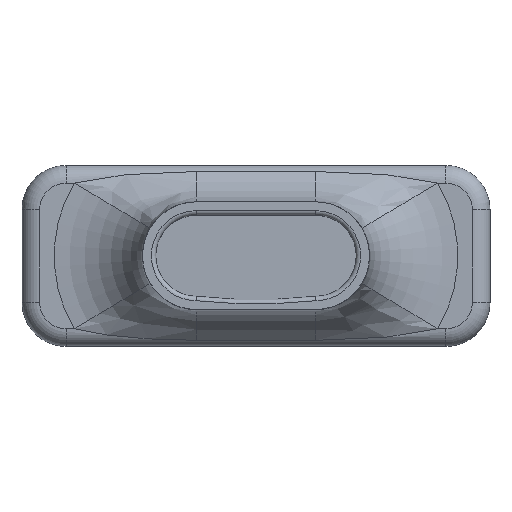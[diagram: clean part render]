
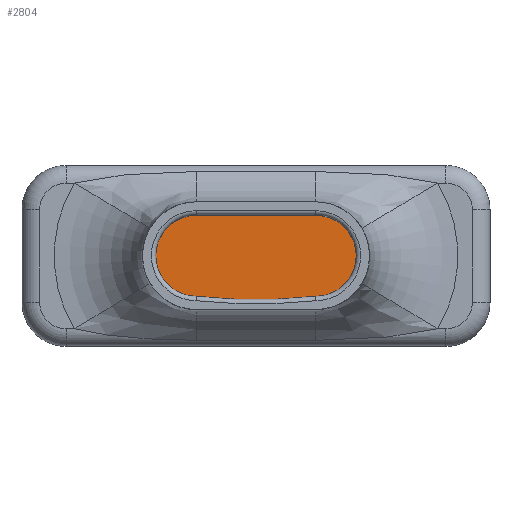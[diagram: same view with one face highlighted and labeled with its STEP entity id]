
A CAD part, top view. The second image highlights one B-rep face of the part: STEP entity #2804.
In plain terms, the highlighted planar face has unit normal (0, 0, 1).
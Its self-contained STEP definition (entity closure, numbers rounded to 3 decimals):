
#142=FACE_BOUND('',#608,.T.);
#143=FACE_BOUND('',#609,.T.);
#163=CIRCLE('',#2912,10.);
#173=CIRCLE('',#2925,10.);
#189=CIRCLE('',#2977,11.);
#191=CIRCLE('',#2981,11.);
#193=CIRCLE('',#2985,11.);
#195=CIRCLE('',#2989,11.);
#435=FACE_OUTER_BOUND('',#607,.T.);
#607=EDGE_LOOP('',(#2239,#2240,#2241,#2242,#2243,#2244,#2245,#2246));
#608=EDGE_LOOP('',(#2247));
#609=EDGE_LOOP('',(#2248));
#825=LINE('',#4754,#1037);
#830=LINE('',#4768,#1042);
#834=LINE('',#4780,#1046);
#838=LINE('',#4792,#1050);
#1037=VECTOR('',#3424,10.);
#1042=VECTOR('',#3437,10.);
#1046=VECTOR('',#3449,10.);
#1050=VECTOR('',#3461,10.);
#1144=VERTEX_POINT('',#3933);
#1153=VERTEX_POINT('',#3956);
#1278=VERTEX_POINT('',#4751);
#1279=VERTEX_POINT('',#4753);
#1282=VERTEX_POINT('',#4760);
#1284=VERTEX_POINT('',#4766);
#1286=VERTEX_POINT('',#4772);
#1288=VERTEX_POINT('',#4778);
#1290=VERTEX_POINT('',#4784);
#1292=VERTEX_POINT('',#4790);
#1422=EDGE_CURVE('',#1144,#1144,#163,.T.);
#1433=EDGE_CURVE('',#1153,#1153,#173,.T.);
#1615=EDGE_CURVE('',#1278,#1279,#825,.T.);
#1619=EDGE_CURVE('',#1282,#1278,#189,.T.);
#1622=EDGE_CURVE('',#1284,#1282,#830,.T.);
#1625=EDGE_CURVE('',#1286,#1284,#191,.T.);
#1628=EDGE_CURVE('',#1288,#1286,#834,.T.);
#1631=EDGE_CURVE('',#1290,#1288,#193,.T.);
#1634=EDGE_CURVE('',#1292,#1290,#838,.T.);
#1636=EDGE_CURVE('',#1279,#1292,#195,.T.);
#2239=ORIENTED_EDGE('',*,*,#1615,.F.);
#2240=ORIENTED_EDGE('',*,*,#1619,.F.);
#2241=ORIENTED_EDGE('',*,*,#1622,.F.);
#2242=ORIENTED_EDGE('',*,*,#1625,.F.);
#2243=ORIENTED_EDGE('',*,*,#1628,.F.);
#2244=ORIENTED_EDGE('',*,*,#1631,.F.);
#2245=ORIENTED_EDGE('',*,*,#1634,.F.);
#2246=ORIENTED_EDGE('',*,*,#1636,.F.);
#2247=ORIENTED_EDGE('',*,*,#1422,.F.);
#2248=ORIENTED_EDGE('',*,*,#1433,.F.);
#2690=PLANE('',#2997);
#2804=ADVANCED_FACE('',(#435,#142,#143),#2690,.F.);
#2912=AXIS2_PLACEMENT_3D('',#3935,#3196,#3197);
#2925=AXIS2_PLACEMENT_3D('',#3958,#3223,#3224);
#2977=AXIS2_PLACEMENT_3D('',#4762,#3430,#3431);
#2981=AXIS2_PLACEMENT_3D('',#4774,#3442,#3443);
#2985=AXIS2_PLACEMENT_3D('',#4786,#3454,#3455);
#2989=AXIS2_PLACEMENT_3D('',#4795,#3465,#3466);
#2997=AXIS2_PLACEMENT_3D('',#4815,#3488,#3489);
#3196=DIRECTION('center_axis',(0.,0.,1.));
#3197=DIRECTION('ref_axis',(1.,0.,0.));
#3223=DIRECTION('center_axis',(0.,0.,1.));
#3224=DIRECTION('ref_axis',(1.,0.,0.));
#3424=DIRECTION('',(0.,1.,0.));
#3430=DIRECTION('center_axis',(0.,0.,-1.));
#3431=DIRECTION('ref_axis',(-0.707,-0.707,0.));
#3437=DIRECTION('',(-1.,0.,0.));
#3442=DIRECTION('center_axis',(0.,0.,-1.));
#3443=DIRECTION('ref_axis',(0.707,-0.707,0.));
#3449=DIRECTION('',(0.,-1.,0.));
#3454=DIRECTION('center_axis',(0.,0.,-1.));
#3455=DIRECTION('ref_axis',(0.707,0.707,0.));
#3461=DIRECTION('',(1.,0.,0.));
#3465=DIRECTION('center_axis',(0.,0.,-1.));
#3466=DIRECTION('ref_axis',(-0.707,0.707,0.));
#3488=DIRECTION('center_axis',(0.,0.,-1.));
#3489=DIRECTION('ref_axis',(1.,0.,0.));
#3933=CARTESIAN_POINT('',(-45.,0.,-20.));
#3935=CARTESIAN_POINT('Origin',(-35.,0.,-20.));
#3956=CARTESIAN_POINT('',(25.,0.,-20.));
#3958=CARTESIAN_POINT('Origin',(35.,0.,-20.));
#4751=CARTESIAN_POINT('',(-49.,-5.5,-20.));
#4753=CARTESIAN_POINT('',(-49.,5.5,-20.));
#4754=CARTESIAN_POINT('',(-49.,8.75,-20.));
#4760=CARTESIAN_POINT('',(-38.,-16.5,-20.));
#4762=CARTESIAN_POINT('Origin',(-38.,-5.5,-20.));
#4766=CARTESIAN_POINT('',(38.,-16.5,-20.));
#4768=CARTESIAN_POINT('',(-42.5,-16.5,-20.));
#4772=CARTESIAN_POINT('',(49.,-5.5,-20.));
#4774=CARTESIAN_POINT('Origin',(38.,-5.5,-20.));
#4778=CARTESIAN_POINT('',(49.,5.5,-20.));
#4780=CARTESIAN_POINT('',(49.,-8.75,-20.));
#4784=CARTESIAN_POINT('',(38.,16.5,-20.));
#4786=CARTESIAN_POINT('Origin',(38.,5.5,-20.));
#4790=CARTESIAN_POINT('',(-38.,16.5,-20.));
#4792=CARTESIAN_POINT('',(7.5,16.5,-20.));
#4795=CARTESIAN_POINT('Origin',(-38.,5.5,-20.));
#4815=CARTESIAN_POINT('Origin',(-35.,0.,-20.));
